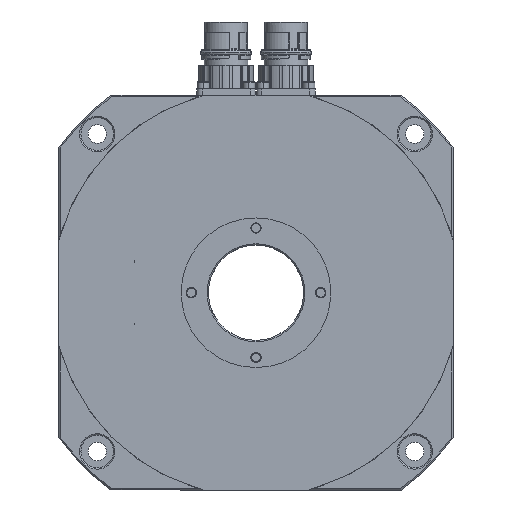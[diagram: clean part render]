
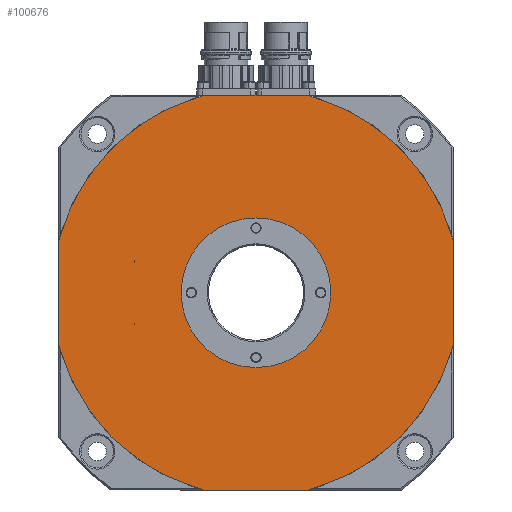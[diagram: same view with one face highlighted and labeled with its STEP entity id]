
A CAD part, left-side view. The second image highlights one B-rep face of the part: STEP entity #100676.
In plain terms, the highlighted planar face has unit normal (-1, 0, 0).
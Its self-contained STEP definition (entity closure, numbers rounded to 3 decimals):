
#532 = LINE ( 'NONE', #52209, #51269 ) ;
#1049 = AXIS2_PLACEMENT_3D ( 'NONE', #9571, #107443, #80834 ) ;
#1348 = EDGE_CURVE ( 'NONE', #3630, #71103, #17223, .T. ) ;
#1981 = ORIENTED_EDGE ( 'NONE', *, *, #105422, .F. ) ;
#3630 = VERTEX_POINT ( 'NONE', #77799 ) ;
#3746 = CARTESIAN_POINT ( 'NONE',  ( -44.5, -72.5, -19.203 ) ) ;
#4141 = CIRCLE ( 'NONE', #35012, 75. ) ;
#5236 = CIRCLE ( 'NONE', #45220, 27.5 ) ;
#5628 = DIRECTION ( 'NONE',  ( 0., -1., 0. ) ) ;
#6369 = DIRECTION ( 'NONE',  ( -1., 0., 0. ) ) ;
#7263 = DIRECTION ( 'NONE',  ( 0., 0., 1. ) ) ;
#9571 = CARTESIAN_POINT ( 'NONE',  ( -44.5, 0., 0. ) ) ;
#11135 = VECTOR ( 'NONE', #5628, 1000. ) ;
#11952 = DIRECTION ( 'NONE',  ( 0., 0., 1. ) ) ;
#12009 = DIRECTION ( 'NONE',  ( 0., 0., 1. ) ) ;
#17006 = VECTOR ( 'NONE', #102249, 1000. ) ;
#17223 = CIRCLE ( 'NONE', #68817, 75. ) ;
#17389 = ORIENTED_EDGE ( 'NONE', *, *, #113692, .T. ) ;
#22584 = CARTESIAN_POINT ( 'NONE',  ( -44.5, 0., 0. ) ) ;
#23394 = VERTEX_POINT ( 'NONE', #56254 ) ;
#24742 = CARTESIAN_POINT ( 'NONE',  ( -44.5, 0., 0. ) ) ;
#25521 = CARTESIAN_POINT ( 'NONE',  ( -44.5, 19.203, 72.5 ) ) ;
#26868 = FACE_BOUND ( 'NONE', #32307, .T. ) ;
#26903 = CARTESIAN_POINT ( 'NONE',  ( -44.5, 0., 0. ) ) ;
#28593 = ORIENTED_EDGE ( 'NONE', *, *, #100878, .T. ) ;
#29066 = VERTEX_POINT ( 'NONE', #74700 ) ;
#29935 = DIRECTION ( 'NONE',  ( -1., 0., 0. ) ) ;
#32172 = VERTEX_POINT ( 'NONE', #25521 ) ;
#32307 = EDGE_LOOP ( 'NONE', ( #1981, #112352 ) ) ;
#32523 = DIRECTION ( 'NONE',  ( -1., 0., 0. ) ) ;
#32911 = ORIENTED_EDGE ( 'NONE', *, *, #48658, .T. ) ;
#32931 = DIRECTION ( 'NONE',  ( -1., 0., 0. ) ) ;
#35012 = AXIS2_PLACEMENT_3D ( 'NONE', #50158, #113838, #69478 ) ;
#36309 = ORIENTED_EDGE ( 'NONE', *, *, #1348, .T. ) ;
#36693 = FACE_OUTER_BOUND ( 'NONE', #78296, .T. ) ;
#37635 = VERTEX_POINT ( 'NONE', #44932 ) ;
#39815 = CARTESIAN_POINT ( 'NONE',  ( -44.5, 0., 27.5 ) ) ;
#40365 = ORIENTED_EDGE ( 'NONE', *, *, #101059, .T. ) ;
#40706 = VERTEX_POINT ( 'NONE', #3746 ) ;
#44932 = CARTESIAN_POINT ( 'NONE',  ( -44.5, -72.5, 19.203 ) ) ;
#45220 = AXIS2_PLACEMENT_3D ( 'NONE', #24742, #32523, #12009 ) ;
#48071 = CARTESIAN_POINT ( 'NONE',  ( -44.5, -19.203, -72.5 ) ) ;
#48640 = EDGE_CURVE ( 'NONE', #106639, #23394, #5236, .T. ) ;
#48658 = EDGE_CURVE ( 'NONE', #32172, #59535, #74302, .T. ) ;
#50158 = CARTESIAN_POINT ( 'NONE',  ( -44.5, 0., 0. ) ) ;
#51269 = VECTOR ( 'NONE', #97623, 1000. ) ;
#52209 = CARTESIAN_POINT ( 'NONE',  ( -44.5, 72.5, 72.5 ) ) ;
#53615 = VECTOR ( 'NONE', #116421, 1000. ) ;
#56254 = CARTESIAN_POINT ( 'NONE',  ( -44.5, 0., -27.5 ) ) ;
#56317 = CARTESIAN_POINT ( 'NONE',  ( -44.5, 19.203, -72.5 ) ) ;
#59535 = VERTEX_POINT ( 'NONE', #101698 ) ;
#59633 = CARTESIAN_POINT ( 'NONE',  ( -44.5, 72.5, -72.5 ) ) ;
#59670 = ORIENTED_EDGE ( 'NONE', *, *, #76025, .T. ) ;
#68817 = AXIS2_PLACEMENT_3D ( 'NONE', #86975, #32931, #96126 ) ;
#69478 = DIRECTION ( 'NONE',  ( 0., 0., 1. ) ) ;
#71103 = VERTEX_POINT ( 'NONE', #56317 ) ;
#74302 = CIRCLE ( 'NONE', #75451, 75. ) ;
#74700 = CARTESIAN_POINT ( 'NONE',  ( -44.5, -19.203, 72.5 ) ) ;
#75404 = VERTEX_POINT ( 'NONE', #48071 ) ;
#75451 = AXIS2_PLACEMENT_3D ( 'NONE', #112476, #29935, #11952 ) ;
#76025 = EDGE_CURVE ( 'NONE', #59535, #3630, #532, .T. ) ;
#77799 = CARTESIAN_POINT ( 'NONE',  ( -44.5, 72.5, -19.203 ) ) ;
#78058 = DIRECTION ( 'NONE',  ( 0., 0., 1. ) ) ;
#78296 = EDGE_LOOP ( 'NONE', ( #17389, #32911, #59670, #36309, #79878, #83897, #28593, #40365 ) ) ;
#79878 = ORIENTED_EDGE ( 'NONE', *, *, #89730, .T. ) ;
#80834 = DIRECTION ( 'NONE',  ( 0., 0., 1. ) ) ;
#81209 = PLANE ( 'NONE',  #1049 ) ;
#83897 = ORIENTED_EDGE ( 'NONE', *, *, #97064, .T. ) ;
#86975 = CARTESIAN_POINT ( 'NONE',  ( -44.5, 0., 0. ) ) ;
#87274 = CIRCLE ( 'NONE', #106543, 75. ) ;
#88629 = CARTESIAN_POINT ( 'NONE',  ( -44.5, 72.5, 72.5 ) ) ;
#89730 = EDGE_CURVE ( 'NONE', #71103, #75404, #102783, .T. ) ;
#96126 = DIRECTION ( 'NONE',  ( 0., 0., 1. ) ) ;
#97064 = EDGE_CURVE ( 'NONE', #75404, #40706, #87274, .T. ) ;
#97143 = DIRECTION ( 'NONE',  ( -1., 0., 0. ) ) ;
#97623 = DIRECTION ( 'NONE',  ( 0., 0., -1. ) ) ;
#100285 = CARTESIAN_POINT ( 'NONE',  ( -44.5, -72.5, 72.5 ) ) ;
#100676 = ADVANCED_FACE ( 'NONE', ( #36693, #26868 ), #81209, .T. ) ;
#100878 = EDGE_CURVE ( 'NONE', #40706, #37635, #111541, .T. ) ;
#101059 = EDGE_CURVE ( 'NONE', #37635, #29066, #4141, .T. ) ;
#101698 = CARTESIAN_POINT ( 'NONE',  ( -44.5, 72.5, 19.203 ) ) ;
#101712 = LINE ( 'NONE', #88629, #53615 ) ;
#102249 = DIRECTION ( 'NONE',  ( 0., 0., 1. ) ) ;
#102783 = LINE ( 'NONE', #59633, #11135 ) ;
#105422 = EDGE_CURVE ( 'NONE', #23394, #106639, #111282, .T. ) ;
#106543 = AXIS2_PLACEMENT_3D ( 'NONE', #26903, #97143, #7263 ) ;
#106639 = VERTEX_POINT ( 'NONE', #39815 ) ;
#107443 = DIRECTION ( 'NONE',  ( -1., 0., 0. ) ) ;
#111282 = CIRCLE ( 'NONE', #114338, 27.5 ) ;
#111541 = LINE ( 'NONE', #100285, #17006 ) ;
#112352 = ORIENTED_EDGE ( 'NONE', *, *, #48640, .F. ) ;
#112476 = CARTESIAN_POINT ( 'NONE',  ( -44.5, 0., 0. ) ) ;
#113692 = EDGE_CURVE ( 'NONE', #29066, #32172, #101712, .T. ) ;
#113838 = DIRECTION ( 'NONE',  ( -1., 0., 0. ) ) ;
#114338 = AXIS2_PLACEMENT_3D ( 'NONE', #22584, #6369, #78058 ) ;
#116421 = DIRECTION ( 'NONE',  ( 0., 1., 0. ) ) ;
